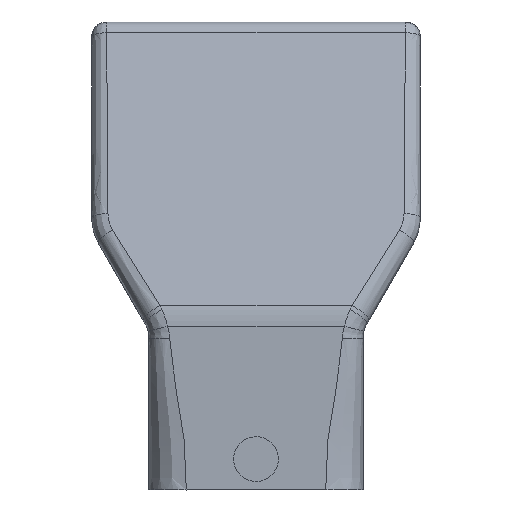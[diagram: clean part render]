
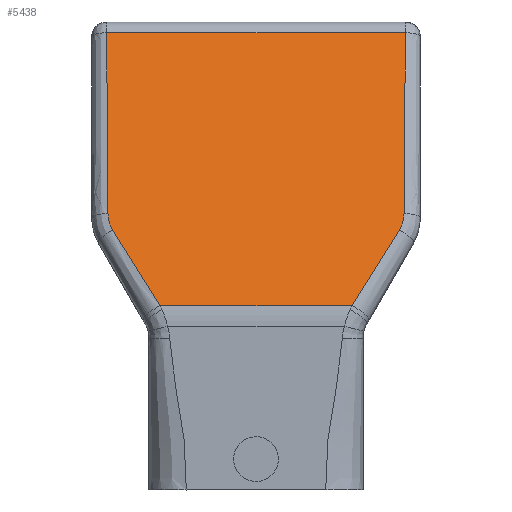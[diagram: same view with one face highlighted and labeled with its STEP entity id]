
A CAD part, front view. The second image highlights one B-rep face of the part: STEP entity #5438.
In plain terms, the highlighted planar face has unit normal (0, -0.961, 0.276).
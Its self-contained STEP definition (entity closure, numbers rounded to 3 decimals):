
#5426=AXIS2_PLACEMENT_3D('Plane Axis2P3D',#5423,#5424,#5425) ;
#3381=CARTESIAN_POINT('Vertex',(13.706,8.581,37.026)) ;
#3496=CARTESIAN_POINT('Control Point',(4.243,12.931,52.198)) ;
#3497=CARTESIAN_POINT('Control Point',(5.233,12.463,50.566)) ;
#3498=CARTESIAN_POINT('Control Point',(6.219,11.999,48.947)) ;
#3499=CARTESIAN_POINT('Control Point',(7.223,11.529,47.308)) ;
#3500=CARTESIAN_POINT('Control Point',(9.108,10.653,44.254)) ;
#3501=CARTESIAN_POINT('Control Point',(11.023,9.78,41.206)) ;
#3502=CARTESIAN_POINT('Control Point',(11.898,9.384,39.827)) ;
#3503=CARTESIAN_POINT('Control Point',(12.799,8.981,38.421)) ;
#3504=CARTESIAN_POINT('Control Point',(13.706,8.581,37.026)) ;
#3505=CARTESIAN_POINT('Vertex',(4.243,12.931,52.198)) ;
#3582=CARTESIAN_POINT('Control Point',(3.264,13.878,55.498)) ;
#3583=CARTESIAN_POINT('Control Point',(3.28,13.679,54.804)) ;
#3584=CARTESIAN_POINT('Control Point',(3.387,13.477,54.102)) ;
#3585=CARTESIAN_POINT('Control Point',(3.591,13.281,53.417)) ;
#3586=CARTESIAN_POINT('Control Point',(3.882,13.098,52.778)) ;
#3587=CARTESIAN_POINT('Control Point',(4.243,12.931,52.198)) ;
#3588=CARTESIAN_POINT('Vertex',(3.264,13.878,55.498)) ;
#3746=CARTESIAN_POINT('Control Point',(3.001,24.295,91.827)) ;
#3747=CARTESIAN_POINT('Control Point',(3.001,24.124,91.232)) ;
#3748=CARTESIAN_POINT('Control Point',(3.001,23.95,90.623)) ;
#3749=CARTESIAN_POINT('Control Point',(3.002,23.777,90.021)) ;
#3750=CARTESIAN_POINT('Control Point',(3.003,23.254,88.197)) ;
#3751=CARTESIAN_POINT('Control Point',(3.006,22.731,86.373)) ;
#3752=CARTESIAN_POINT('Control Point',(3.009,22.381,85.152)) ;
#3753=CARTESIAN_POINT('Control Point',(3.017,21.508,82.108)) ;
#3754=CARTESIAN_POINT('Control Point',(3.03,20.636,79.068)) ;
#3755=CARTESIAN_POINT('Control Point',(3.04,20.114,77.248)) ;
#3756=CARTESIAN_POINT('Control Point',(3.073,18.55,71.793)) ;
#3757=CARTESIAN_POINT('Control Point',(3.122,16.99,66.352)) ;
#3758=CARTESIAN_POINT('Control Point',(3.162,15.951,62.728)) ;
#3759=CARTESIAN_POINT('Control Point',(3.208,14.912,59.106)) ;
#3760=CARTESIAN_POINT('Control Point',(3.264,13.878,55.498)) ;
#3761=CARTESIAN_POINT('Vertex',(3.001,24.295,91.827)) ;
#3840=CARTESIAN_POINT('Line Origine',(49.5,24.295,91.827)) ;
#3844=CARTESIAN_POINT('Vertex',(62.999,24.295,91.827)) ;
#4044=CARTESIAN_POINT('Vertex',(62.736,13.878,55.498)) ;
#4059=CARTESIAN_POINT('Control Point',(62.999,24.295,91.827)) ;
#4060=CARTESIAN_POINT('Control Point',(62.999,24.124,91.232)) ;
#4061=CARTESIAN_POINT('Control Point',(62.999,23.95,90.623)) ;
#4062=CARTESIAN_POINT('Control Point',(62.998,23.777,90.021)) ;
#4063=CARTESIAN_POINT('Control Point',(62.997,23.254,88.197)) ;
#4064=CARTESIAN_POINT('Control Point',(62.994,22.731,86.373)) ;
#4065=CARTESIAN_POINT('Control Point',(62.991,22.381,85.152)) ;
#4066=CARTESIAN_POINT('Control Point',(62.983,21.508,82.108)) ;
#4067=CARTESIAN_POINT('Control Point',(62.97,20.636,79.068)) ;
#4068=CARTESIAN_POINT('Control Point',(62.96,20.114,77.248)) ;
#4069=CARTESIAN_POINT('Control Point',(62.927,18.55,71.793)) ;
#4070=CARTESIAN_POINT('Control Point',(62.878,16.99,66.352)) ;
#4071=CARTESIAN_POINT('Control Point',(62.838,15.951,62.728)) ;
#4072=CARTESIAN_POINT('Control Point',(62.792,14.912,59.106)) ;
#4073=CARTESIAN_POINT('Control Point',(62.736,13.878,55.498)) ;
#4147=CARTESIAN_POINT('Vertex',(61.757,12.931,52.198)) ;
#4151=CARTESIAN_POINT('Control Point',(62.736,13.878,55.498)) ;
#4152=CARTESIAN_POINT('Control Point',(62.72,13.679,54.804)) ;
#4153=CARTESIAN_POINT('Control Point',(62.613,13.477,54.102)) ;
#4154=CARTESIAN_POINT('Control Point',(62.409,13.281,53.417)) ;
#4155=CARTESIAN_POINT('Control Point',(62.118,13.098,52.778)) ;
#4156=CARTESIAN_POINT('Control Point',(61.757,12.931,52.198)) ;
#4257=CARTESIAN_POINT('Vertex',(52.294,8.581,37.026)) ;
#4261=CARTESIAN_POINT('Control Point',(61.757,12.931,52.198)) ;
#4262=CARTESIAN_POINT('Control Point',(60.767,12.463,50.566)) ;
#4263=CARTESIAN_POINT('Control Point',(59.781,11.999,48.947)) ;
#4264=CARTESIAN_POINT('Control Point',(58.777,11.529,47.308)) ;
#4265=CARTESIAN_POINT('Control Point',(56.892,10.653,44.254)) ;
#4266=CARTESIAN_POINT('Control Point',(54.977,9.78,41.206)) ;
#4267=CARTESIAN_POINT('Control Point',(54.102,9.384,39.827)) ;
#4268=CARTESIAN_POINT('Control Point',(53.201,8.981,38.421)) ;
#4269=CARTESIAN_POINT('Control Point',(52.294,8.581,37.026)) ;
#5409=CARTESIAN_POINT('Line Origine',(49.515,8.581,37.026)) ;
#5423=CARTESIAN_POINT('Axis2P3D Location',(33.,8.,35.)) ;
#3841=DIRECTION('Vector Direction',(1.,0.,0.)) ;
#5410=DIRECTION('Vector Direction',(1.,0.,0.)) ;
#5424=DIRECTION('Axis2P3D Direction',(0.,0.961,-0.276)) ;
#5425=DIRECTION('Axis2P3D XDirection',(0.,0.276,0.961)) ;
#3842=VECTOR('Line Direction',#3841,1.) ;
#5411=VECTOR('Line Direction',#5410,1.) ;
#5429=ORIENTED_EDGE('',*,*,#4270,.T.) ;
#5430=ORIENTED_EDGE('',*,*,#4157,.T.) ;
#5431=ORIENTED_EDGE('',*,*,#4074,.T.) ;
#5432=ORIENTED_EDGE('',*,*,#3846,.F.) ;
#5433=ORIENTED_EDGE('',*,*,#3763,.F.) ;
#5434=ORIENTED_EDGE('',*,*,#3590,.F.) ;
#5435=ORIENTED_EDGE('',*,*,#3507,.F.) ;
#5436=ORIENTED_EDGE('',*,*,#5413,.F.) ;
#5438=ADVANCED_FACE('Hauptk\X2\00F6\X0\rper',(#5437),#5427,.F.) ;
#3495=B_SPLINE_CURVE_WITH_KNOTS('',5,(#3496,#3497,#3498,#3499,#3500,#3501,#3502,#3503,#3504),.UNSPECIFIED.,.F.,.U.,(6,3,6),(73.034,82.878,91.433),.UNSPECIFIED.) ;
#3581=B_SPLINE_CURVE_WITH_KNOTS('',5,(#3582,#3583,#3584,#3585,#3586,#3587),.UNSPECIFIED.,.F.,.U.,(6,6),(207.252,211.95),.UNSPECIFIED.) ;
#3745=B_SPLINE_CURVE_WITH_KNOTS('',5,(#3746,#3747,#3748,#3749,#3750,#3751,#3752,#3753,#3754,#3755,#3756,#3757,#3758,#3759,#3760),.UNSPECIFIED.,.F.,.U.,(6,3,3,3,6),(82.174,85.301,91.623,101.071,119.968),.UNSPECIFIED.) ;
#4058=B_SPLINE_CURVE_WITH_KNOTS('',5,(#4059,#4060,#4061,#4062,#4063,#4064,#4065,#4066,#4067,#4068,#4069,#4070,#4071,#4072,#4073),.UNSPECIFIED.,.F.,.U.,(6,3,3,3,6),(82.174,85.301,91.623,101.071,119.968),.UNSPECIFIED.) ;
#4150=B_SPLINE_CURVE_WITH_KNOTS('',5,(#4151,#4152,#4153,#4154,#4155,#4156),.UNSPECIFIED.,.F.,.U.,(6,6),(207.252,211.95),.UNSPECIFIED.) ;
#4260=B_SPLINE_CURVE_WITH_KNOTS('',5,(#4261,#4262,#4263,#4264,#4265,#4266,#4267,#4268,#4269),.UNSPECIFIED.,.F.,.U.,(6,3,6),(73.034,82.878,91.433),.UNSPECIFIED.) ;
#3507=EDGE_CURVE('',#3382,#3506,#3495,.F.) ;
#3590=EDGE_CURVE('',#3506,#3589,#3581,.F.) ;
#3763=EDGE_CURVE('',#3589,#3762,#3745,.F.) ;
#3846=EDGE_CURVE('',#3762,#3845,#3843,.T.) ;
#4074=EDGE_CURVE('',#4045,#3845,#4058,.F.) ;
#4157=EDGE_CURVE('',#4148,#4045,#4150,.F.) ;
#4270=EDGE_CURVE('',#4258,#4148,#4260,.F.) ;
#5413=EDGE_CURVE('',#4258,#3382,#5412,.F.) ;
#5428=EDGE_LOOP('',(#5429,#5430,#5431,#5432,#5433,#5434,#5435,#5436)) ;
#5437=FACE_OUTER_BOUND('',#5428,.T.) ;
#3843=LINE('Line',#3840,#3842) ;
#5412=LINE('Line',#5409,#5411) ;
#5427=PLANE('',#5426) ;
#3382=VERTEX_POINT('',#3381) ;
#3506=VERTEX_POINT('',#3505) ;
#3589=VERTEX_POINT('',#3588) ;
#3762=VERTEX_POINT('',#3761) ;
#3845=VERTEX_POINT('',#3844) ;
#4045=VERTEX_POINT('',#4044) ;
#4148=VERTEX_POINT('',#4147) ;
#4258=VERTEX_POINT('',#4257) ;
